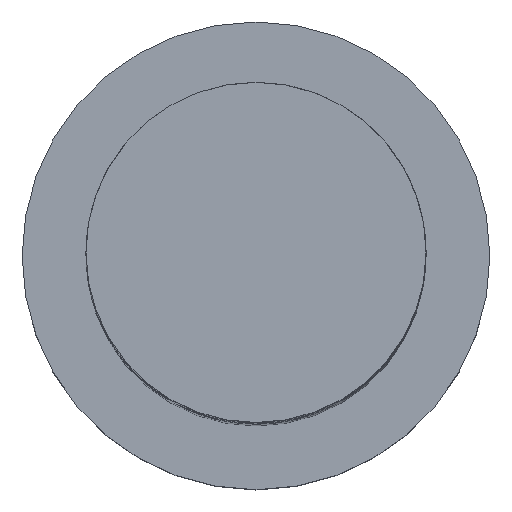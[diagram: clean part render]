
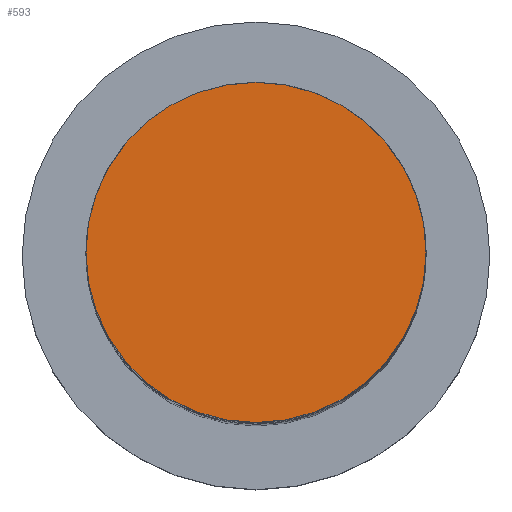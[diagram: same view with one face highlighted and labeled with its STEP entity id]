
A CAD part, top view. The second image highlights one B-rep face of the part: STEP entity #593.
In plain terms, the highlighted planar face has unit normal (0, 0, 1).
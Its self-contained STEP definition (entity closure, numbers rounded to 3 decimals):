
#42 = ORIENTED_EDGE ( 'NONE', *, *, #502, .T. ) ;
#47 = CARTESIAN_POINT ( 'NONE',  ( 0., 0., 100. ) ) ;
#68 = CARTESIAN_POINT ( 'NONE',  ( -8., 0., 100. ) ) ;
#86 = CIRCLE ( 'NONE', #638, 8. ) ;
#266 = EDGE_LOOP ( 'NONE', ( #42, #1219 ) ) ;
#338 = AXIS2_PLACEMENT_3D ( 'NONE', #47, #966, #1188 ) ;
#353 = DIRECTION ( 'NONE',  ( 0., 0., 1. ) ) ;
#484 = VERTEX_POINT ( 'NONE', #68 ) ;
#502 = EDGE_CURVE ( 'NONE', #484, #946, #984, .T. ) ;
#514 = PLANE ( 'NONE',  #1315 ) ;
#593 = ADVANCED_FACE ( 'NONE', ( #1085 ), #514, .T. ) ;
#638 = AXIS2_PLACEMENT_3D ( 'NONE', #1389, #353, #655 ) ;
#641 = EDGE_CURVE ( 'NONE', #946, #484, #86, .T. ) ;
#642 = DIRECTION ( 'NONE',  ( 0., 0., 1. ) ) ;
#655 = DIRECTION ( 'NONE',  ( 1., 0., 0. ) ) ;
#942 = CARTESIAN_POINT ( 'NONE',  ( 8., 0., 100. ) ) ;
#946 = VERTEX_POINT ( 'NONE', #942 ) ;
#966 = DIRECTION ( 'NONE',  ( 0., 0., 1. ) ) ;
#984 = CIRCLE ( 'NONE', #338, 8. ) ;
#1085 = FACE_OUTER_BOUND ( 'NONE', #266, .T. ) ;
#1188 = DIRECTION ( 'NONE',  ( 1., 0., 0. ) ) ;
#1210 = DIRECTION ( 'NONE',  ( 1., 0., 0. ) ) ;
#1219 = ORIENTED_EDGE ( 'NONE', *, *, #641, .T. ) ;
#1315 = AXIS2_PLACEMENT_3D ( 'NONE', #1430, #642, #1210 ) ;
#1389 = CARTESIAN_POINT ( 'NONE',  ( 0., 0., 100. ) ) ;
#1430 = CARTESIAN_POINT ( 'NONE',  ( 0., 0., 100. ) ) ;
